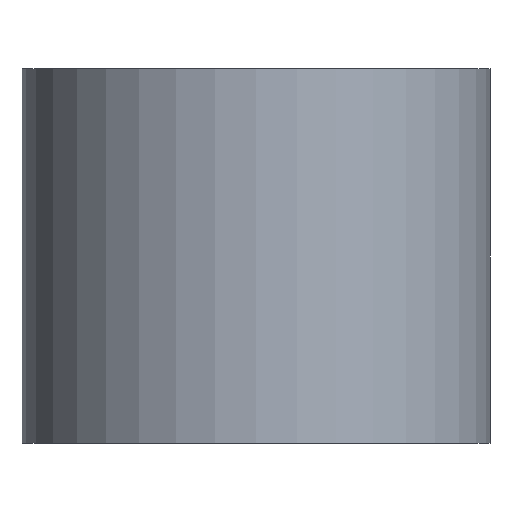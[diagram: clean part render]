
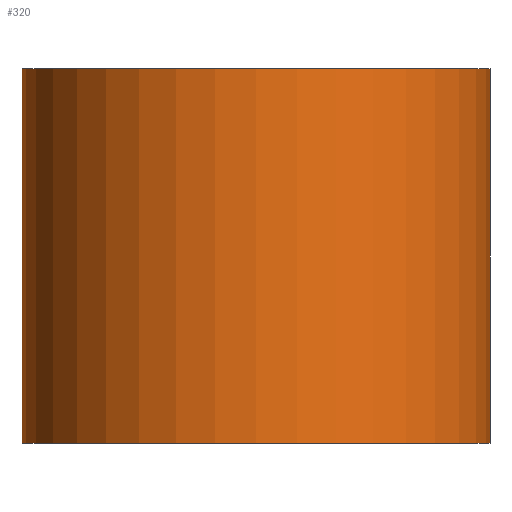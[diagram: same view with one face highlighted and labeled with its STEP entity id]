
A CAD part, front view. The second image highlights one B-rep face of the part: STEP entity #320.
In plain terms, the highlighted cylindrical face has radius 37.5 mm (diameter 75 mm), a full revolution.
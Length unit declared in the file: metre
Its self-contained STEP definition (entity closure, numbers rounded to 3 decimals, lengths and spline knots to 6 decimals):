
#84=ORIENTED_EDGE('',*,*,#136,.F.);
#85=ORIENTED_EDGE('',*,*,#144,.T.);
#136=EDGE_CURVE('',#172,#172,#200,.T.);
#144=EDGE_CURVE('',#178,#178,#202,.T.);
#172=VERTEX_POINT('',#518);
#178=VERTEX_POINT('',#534);
#200=CIRCLE('',#357,0.0375);
#202=CIRCLE('',#361,0.0375);
#233=EDGE_LOOP('',(#84));
#234=EDGE_LOOP('',(#85));
#277=FACE_BOUND('',#233,.T.);
#278=FACE_BOUND('',#234,.T.);
#307=CYLINDRICAL_SURFACE('',#372,0.0375);
#320=ADVANCED_FACE('',(#277,#278),#307,.T.);
#357=AXIS2_PLACEMENT_3D('',#517,#410,#411);
#361=AXIS2_PLACEMENT_3D('',#533,#424,#425);
#372=AXIS2_PLACEMENT_3D('',#554,#446,#447);
#410=DIRECTION('',(0.,0.,1.));
#411=DIRECTION('',(1.,0.,0.));
#424=DIRECTION('',(0.,0.,1.));
#425=DIRECTION('',(1.,0.,0.));
#446=DIRECTION('',(0.,0.,-1.));
#447=DIRECTION('',(-1.,0.,0.));
#517=CARTESIAN_POINT('',(0.,0.,0.06));
#518=CARTESIAN_POINT('',(0.0375,0.,0.06));
#533=CARTESIAN_POINT('',(0.,0.,0.));
#534=CARTESIAN_POINT('',(0.0375,0.,0.));
#554=CARTESIAN_POINT('',(0.,0.,0.06));
